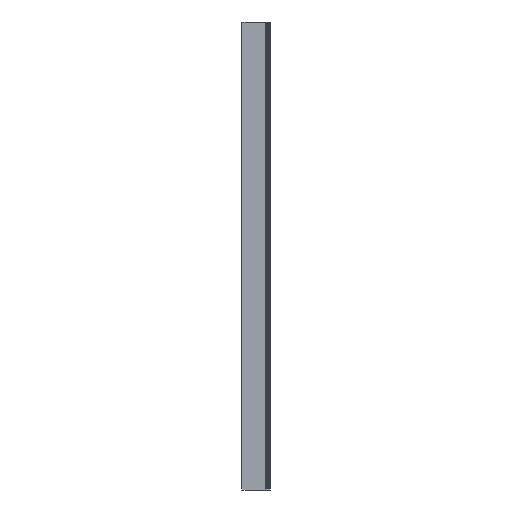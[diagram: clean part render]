
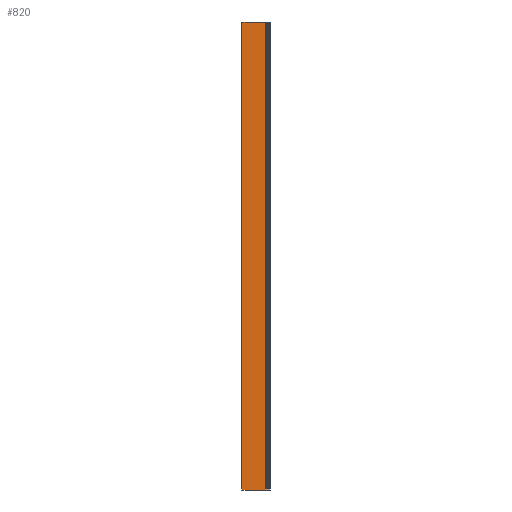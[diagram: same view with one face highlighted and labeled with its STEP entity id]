
A CAD part, left-side view. The second image highlights one B-rep face of the part: STEP entity #820.
In plain terms, the highlighted planar face has unit normal (-1, -0.01, 0).
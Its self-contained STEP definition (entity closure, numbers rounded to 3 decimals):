
#30 = EDGE_CURVE ( 'NONE', #346, #649, #741, .T. ) ;
#40 = ORIENTED_EDGE ( 'NONE', *, *, #612, .T. ) ;
#100 = CARTESIAN_POINT ( 'NONE',  ( 2.681, 64.502, 0. ) ) ;
#160 = CARTESIAN_POINT ( 'NONE',  ( 2.931, 39.502, 1000. ) ) ;
#190 = CARTESIAN_POINT ( 'NONE',  ( 3.181, 14.502, 1000. ) ) ;
#210 = ORIENTED_EDGE ( 'NONE', *, *, #30, .T. ) ;
#251 = VERTEX_POINT ( 'NONE', #745 ) ;
#304 = LINE ( 'NONE', #100, #454 ) ;
#346 = VERTEX_POINT ( 'NONE', #447 ) ;
#362 = DIRECTION ( 'NONE',  ( 0.01, -1., 0. ) ) ;
#387 = DIRECTION ( 'NONE',  ( -0.01, 1., 0. ) ) ;
#431 = DIRECTION ( 'NONE',  ( 0., 0., 1. ) ) ;
#447 = CARTESIAN_POINT ( 'NONE',  ( 2.681, 64.502, 0. ) ) ;
#454 = VECTOR ( 'NONE', #546, 1000. ) ;
#546 = DIRECTION ( 'NONE',  ( 0., 0., -1. ) ) ;
#575 = VECTOR ( 'NONE', #387, 1000. ) ;
#612 = EDGE_CURVE ( 'NONE', #1338, #251, #857, .T. ) ;
#649 = VERTEX_POINT ( 'NONE', #817 ) ;
#650 = EDGE_LOOP ( 'NONE', ( #210, #1225, #40, #1149 ) ) ;
#741 = LINE ( 'NONE', #1123, #1246 ) ;
#745 = CARTESIAN_POINT ( 'NONE',  ( 2.681, 64.502, 1000. ) ) ;
#783 = EDGE_CURVE ( 'NONE', #251, #346, #304, .T. ) ;
#817 = CARTESIAN_POINT ( 'NONE',  ( 3.181, 14.502, 0. ) ) ;
#820 = ADVANCED_FACE ( 'NONE', ( #1160 ), #1199, .T. ) ;
#857 = LINE ( 'NONE', #160, #575 ) ;
#1059 = VECTOR ( 'NONE', #431, 1000. ) ;
#1090 = CARTESIAN_POINT ( 'NONE',  ( 2.931, 39.502, 0. ) ) ;
#1123 = CARTESIAN_POINT ( 'NONE',  ( 2.931, 39.502, 0. ) ) ;
#1149 = ORIENTED_EDGE ( 'NONE', *, *, #783, .T. ) ;
#1160 = FACE_OUTER_BOUND ( 'NONE', #650, .T. ) ;
#1191 = DIRECTION ( 'NONE',  ( -1., -0.01, 0. ) ) ;
#1199 = PLANE ( 'NONE',  #1314 ) ;
#1225 = ORIENTED_EDGE ( 'NONE', *, *, #1355, .T. ) ;
#1246 = VECTOR ( 'NONE', #362, 1000. ) ;
#1283 = CARTESIAN_POINT ( 'NONE',  ( 3.181, 14.502, 0. ) ) ;
#1314 = AXIS2_PLACEMENT_3D ( 'NONE', #1090, #1191, #1396 ) ;
#1338 = VERTEX_POINT ( 'NONE', #190 ) ;
#1355 = EDGE_CURVE ( 'NONE', #649, #1338, #1356, .T. ) ;
#1356 = LINE ( 'NONE', #1283, #1059 ) ;
#1396 = DIRECTION ( 'NONE',  ( 0.01, -1., 0. ) ) ;
